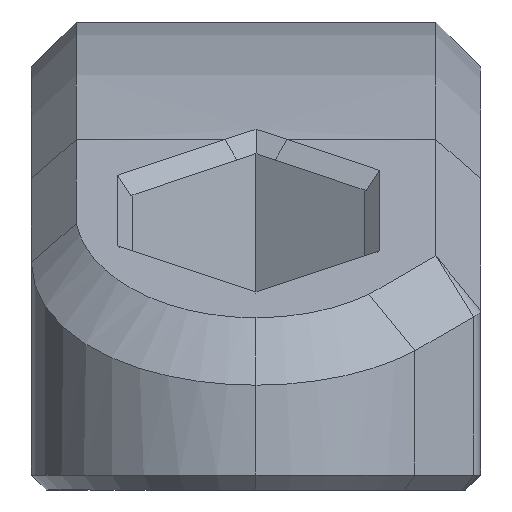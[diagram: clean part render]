
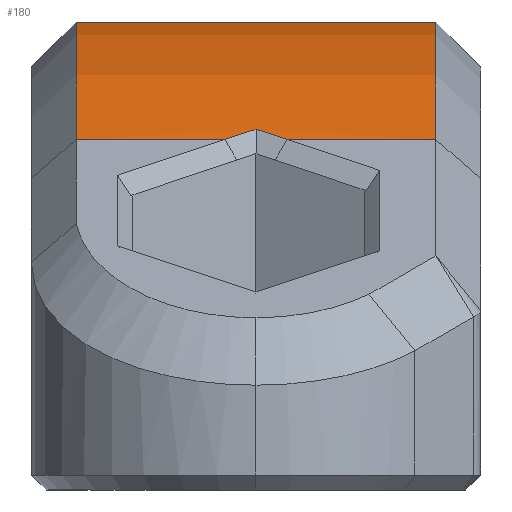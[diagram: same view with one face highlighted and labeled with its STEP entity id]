
A CAD part, front view. The second image highlights one B-rep face of the part: STEP entity #180.
In plain terms, the highlighted cylindrical face has radius 23.428 mm (diameter 46.856 mm), a partial arc.
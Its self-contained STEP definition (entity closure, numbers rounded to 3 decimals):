
#180=ADVANCED_FACE('',(#298),#300,.T.);
#298=FACE_BOUND('',#299,.T.);
#299=EDGE_LOOP('',(#1364,#1365,#1366,#1367,#1368,#1369,#1370,#1371,#1372,#1373));
#300=CYLINDRICAL_SURFACE('',#301,23.428);
#301=AXIS2_PLACEMENT_3D('',#302,#303,#304);
#302=CARTESIAN_POINT('',(0.,0.,-10.928));
#303=DIRECTION('',(1.,0.,0.));
#304=DIRECTION('',(0.,0.,1.));
#1364=ORIENTED_EDGE('',*,*,#1932,.T.);
#1365=ORIENTED_EDGE('',*,*,#1933,.F.);
#1366=ORIENTED_EDGE('',*,*,#1934,.F.);
#1367=ORIENTED_EDGE('',*,*,#1935,.F.);
#1368=ORIENTED_EDGE('',*,*,#1936,.F.);
#1369=ORIENTED_EDGE('',*,*,#1937,.T.);
#1370=ORIENTED_EDGE('',*,*,#1938,.T.);
#1371=ORIENTED_EDGE('',*,*,#1939,.T.);
#1372=ORIENTED_EDGE('',*,*,#1940,.T.);
#1373=ORIENTED_EDGE('',*,*,#1941,.T.);
#1932=EDGE_CURVE('',#2216,#2217,#2218,.T.);
#1933=EDGE_CURVE('',#2219,#2217,#2220,.T.);
#1934=EDGE_CURVE('',#2221,#2219,#2222,.T.);
#1935=EDGE_CURVE('',#2223,#2221,#2224,.F.);
#1936=EDGE_CURVE('',#2225,#2223,#2226,.T.);
#1937=EDGE_CURVE('',#2225,#2227,#2228,.T.);
#1938=EDGE_CURVE('',#2227,#2229,#2230,.T.);
#1939=EDGE_CURVE('',#2229,#2231,#2232,.F.);
#1940=EDGE_CURVE('',#2231,#2233,#2234,.T.);
#1941=EDGE_CURVE('',#2233,#2216,#2235,.T.);
#2216=VERTEX_POINT('',#2670);
#2217=VERTEX_POINT('',#2671);
#2218=CIRCLE('',#2672,23.428);
#2219=VERTEX_POINT('',#2676);
#2220=LINE('',#2677,#2678);
#2221=VERTEX_POINT('',#2680);
#2222=B_SPLINE_CURVE_WITH_KNOTS('',3,
(#2681,#2682,#2683,#2684,#2685,#2686),
.UNSPECIFIED.,.F.,.F.,
(4,1,1,4),
(0.,0.333,0.667,1.),
.UNSPECIFIED.);
#2223=VERTEX_POINT('',#2687);
#2224=B_SPLINE_CURVE_WITH_KNOTS('',3,
(#2688,#2689,#2690,#2691,#2692,#2693),
.UNSPECIFIED.,.F.,.F.,
(4,1,1,4),
(0.,0.333,0.667,1.),
.UNSPECIFIED.);
#2225=VERTEX_POINT('',#2694);
#2226=LINE('',#2695,#2696);
#2227=VERTEX_POINT('',#2698);
#2228=CIRCLE('',#2699,23.428);
#2229=VERTEX_POINT('',#2703);
#2230=LINE('',#2704,#2705);
#2231=VERTEX_POINT('',#2707);
#2232=B_SPLINE_CURVE_WITH_KNOTS('',3,
(#2708,#2709,#2710,#2711,#2712,#2713),
.UNSPECIFIED.,.F.,.F.,
(4,1,1,4),
(0.,0.333,0.667,1.),
.UNSPECIFIED.);
#2233=VERTEX_POINT('',#2714);
#2234=B_SPLINE_CURVE_WITH_KNOTS('',3,
(#2715,#2716,#2717,#2718,#2719,#2720),
.UNSPECIFIED.,.F.,.F.,
(4,1,1,4),
(0.,0.333,0.667,1.),
.UNSPECIFIED.);
#2235=LINE('',#2721,#2722);
#2670=CARTESIAN_POINT('',(10.8,-11.714,9.361));
#2671=CARTESIAN_POINT('',(10.8,11.714,9.361));
#2672=AXIS2_PLACEMENT_3D('',#2673,#2674,#2675);
#2673=CARTESIAN_POINT('',(10.8,0.,-10.928));
#2674=DIRECTION('',(-1.,0.,0.));
#2675=DIRECTION('',(0.,-0.5,0.866));
#2676=CARTESIAN_POINT('',(6.83,11.714,9.361));
#2677=CARTESIAN_POINT('',(6.83,11.714,9.361));
#2678=VECTOR('',#2679,1.);
#2679=DIRECTION('',(1.,0.,0.));
#2680=CARTESIAN_POINT('',(6.,11.231,9.632));
#2681=CARTESIAN_POINT('',(6.,11.231,9.632));
#2682=CARTESIAN_POINT('',(6.092,11.285,9.603));
#2683=CARTESIAN_POINT('',(6.277,11.392,9.544));
#2684=CARTESIAN_POINT('',(6.554,11.553,9.453));
#2685=CARTESIAN_POINT('',(6.738,11.66,9.392));
#2686=CARTESIAN_POINT('',(6.83,11.714,9.361));
#2687=CARTESIAN_POINT('',(5.17,11.714,9.361));
#2688=CARTESIAN_POINT('',(6.,11.231,9.632));
#2689=CARTESIAN_POINT('',(5.908,11.285,9.603));
#2690=CARTESIAN_POINT('',(5.723,11.392,9.544));
#2691=CARTESIAN_POINT('',(5.446,11.553,9.453));
#2692=CARTESIAN_POINT('',(5.262,11.66,9.392));
#2693=CARTESIAN_POINT('',(5.17,11.714,9.361));
#2694=CARTESIAN_POINT('',(1.2,11.714,9.361));
#2695=CARTESIAN_POINT('',(1.2,11.714,9.361));
#2696=VECTOR('',#2697,1.);
#2697=DIRECTION('',(1.,0.,0.));
#2698=CARTESIAN_POINT('',(1.2,-11.714,9.361));
#2699=AXIS2_PLACEMENT_3D('',#2700,#2701,#2702);
#2700=CARTESIAN_POINT('',(1.2,0.,-10.928));
#2701=DIRECTION('',(1.,0.,0.));
#2702=DIRECTION('',(0.,0.5,0.866));
#2703=CARTESIAN_POINT('',(5.17,-11.714,9.361));
#2704=CARTESIAN_POINT('',(1.2,-11.714,9.361));
#2705=VECTOR('',#2706,1.);
#2706=DIRECTION('',(1.,0.,0.));
#2707=CARTESIAN_POINT('',(6.,-11.231,9.632));
#2708=CARTESIAN_POINT('',(6.,-11.231,9.632));
#2709=CARTESIAN_POINT('',(5.908,-11.285,9.603));
#2710=CARTESIAN_POINT('',(5.723,-11.392,9.544));
#2711=CARTESIAN_POINT('',(5.446,-11.553,9.453));
#2712=CARTESIAN_POINT('',(5.262,-11.66,9.392));
#2713=CARTESIAN_POINT('',(5.17,-11.714,9.361));
#2714=CARTESIAN_POINT('',(6.83,-11.714,9.361));
#2715=CARTESIAN_POINT('',(6.,-11.231,9.632));
#2716=CARTESIAN_POINT('',(6.092,-11.285,9.603));
#2717=CARTESIAN_POINT('',(6.277,-11.392,9.544));
#2718=CARTESIAN_POINT('',(6.554,-11.553,9.453));
#2719=CARTESIAN_POINT('',(6.738,-11.66,9.392));
#2720=CARTESIAN_POINT('',(6.83,-11.714,9.361));
#2721=CARTESIAN_POINT('',(6.83,-11.714,9.361));
#2722=VECTOR('',#2723,1.);
#2723=DIRECTION('',(1.,0.,0.));
